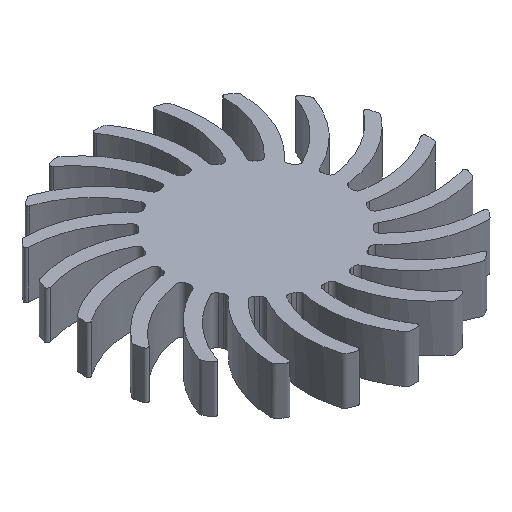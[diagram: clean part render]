
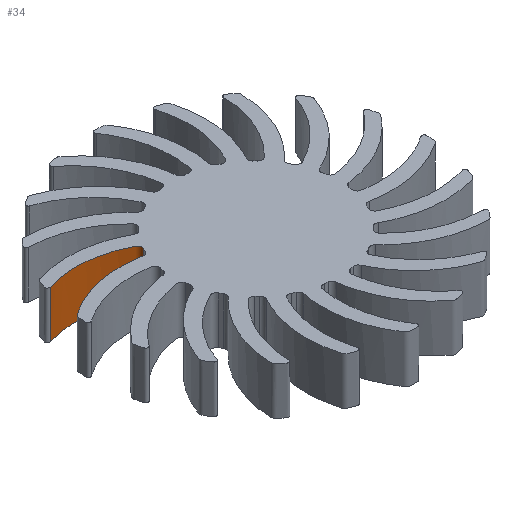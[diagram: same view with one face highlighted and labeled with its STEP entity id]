
A CAD part, isometric view. The second image highlights one B-rep face of the part: STEP entity #34.
In plain terms, the highlighted free-form (B-spline) face has degree [2, 1] with [5, 2] control points.
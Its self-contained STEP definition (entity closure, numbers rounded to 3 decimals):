
#34=ADVANCED_FACE('',(#116),#3082,.T.);
#116=FACE_OUTER_BOUND('',#198,.T.);
#198=EDGE_LOOP('',(#310,#311,#312,#313));
#310=ORIENTED_EDGE('',*,*,#2301,.T.);
#311=ORIENTED_EDGE('',*,*,#2302,.T.);
#312=ORIENTED_EDGE('',*,*,#2303,.T.);
#313=ORIENTED_EDGE('',*,*,#2299,.F.);
#787=PCURVE('',#3081,#1267);
#790=PCURVE('',#3082,#1270);
#791=PCURVE('',#3082,#1271);
#792=PCURVE('',#3082,#1272);
#793=PCURVE('',#3082,#1273);
#797=PCURVE('',#3083,#1277);
#1139=PCURVE('',#3070,#1619);
#1160=PCURVE('',#3071,#1640);
#1267=DEFINITIONAL_REPRESENTATION('',(#1747),#6785);
#1270=DEFINITIONAL_REPRESENTATION('',(#1750),#6785);
#1271=DEFINITIONAL_REPRESENTATION('',(#1751),#6785);
#1272=DEFINITIONAL_REPRESENTATION('',(#1752),#6785);
#1273=DEFINITIONAL_REPRESENTATION('',(#1753),#6785);
#1277=DEFINITIONAL_REPRESENTATION('',(#1757),#6785);
#1619=DEFINITIONAL_REPRESENTATION('',(#2819),#6785);
#1640=DEFINITIONAL_REPRESENTATION('',(#2840),#6785);
#1747=B_SPLINE_CURVE_WITH_KNOTS('',1,(#4425,#4426),.UNSPECIFIED.,.F.,.F.,
(2,2),(0.,10.),.UNSPECIFIED.);
#1750=B_SPLINE_CURVE_WITH_KNOTS('',1,(#4447,#4448),.UNSPECIFIED.,.F.,.F.,
(2,2),(108.589,127.128),.UNSPECIFIED.);
#1751=B_SPLINE_CURVE_WITH_KNOTS('',1,(#4451,#4452),.UNSPECIFIED.,.F.,.F.,
(2,2),(0.,10.),.UNSPECIFIED.);
#1752=B_SPLINE_CURVE_WITH_KNOTS('',1,(#4458,#4459),.UNSPECIFIED.,.F.,.F.,
(2,2),(-127.128,-108.589),.UNSPECIFIED.);
#1753=B_SPLINE_CURVE_WITH_KNOTS('',1,(#4460,#4461),.UNSPECIFIED.,.F.,.F.,
(2,2),(0.,10.),.UNSPECIFIED.);
#1757=B_SPLINE_CURVE_WITH_KNOTS('',1,(#4476,#4477),.UNSPECIFIED.,.F.,.F.,
(2,2),(0.,10.),.UNSPECIFIED.);
#2059=SURFACE_CURVE('',#2539,(#787,#793),.PCURVE_S1.);
#2061=SURFACE_CURVE('',#2541,(#790,#1139),.PCURVE_S1.);
#2062=SURFACE_CURVE('',#2542,(#791,#797),.PCURVE_S1.);
#2063=SURFACE_CURVE('',#2543,(#792,#1160),.PCURVE_S1.);
#2299=EDGE_CURVE('',#2930,#2931,#2059,.T.);
#2301=EDGE_CURVE('',#2930,#2932,#2061,.T.);
#2302=EDGE_CURVE('',#2932,#2933,#2062,.T.);
#2303=EDGE_CURVE('',#2933,#2931,#2063,.T.);
#2539=(
BOUNDED_CURVE()
B_SPLINE_CURVE(1,(#4423,#4424),.UNSPECIFIED.,.F.,.F.)
B_SPLINE_CURVE_WITH_KNOTS((2,2),(0.,10.),.UNSPECIFIED.)
CURVE()
GEOMETRIC_REPRESENTATION_ITEM()
RATIONAL_B_SPLINE_CURVE((1.,1.))
REPRESENTATION_ITEM('')
);
#2541=(
BOUNDED_CURVE()
B_SPLINE_CURVE(2,(#4442,#4443,#4444,#4445,#4446),.UNSPECIFIED.,.F.,.F.)
B_SPLINE_CURVE_WITH_KNOTS((3,2,3),(108.589,125.561,127.128),
 .UNSPECIFIED.)
CURVE()
GEOMETRIC_REPRESENTATION_ITEM()
RATIONAL_B_SPLINE_CURVE((1.,0.924,1.,0.708,1.))
REPRESENTATION_ITEM('')
);
#2542=(
BOUNDED_CURVE()
B_SPLINE_CURVE(1,(#4449,#4450),.UNSPECIFIED.,.F.,.F.)
B_SPLINE_CURVE_WITH_KNOTS((2,2),(0.,10.),.UNSPECIFIED.)
CURVE()
GEOMETRIC_REPRESENTATION_ITEM()
RATIONAL_B_SPLINE_CURVE((1.,1.))
REPRESENTATION_ITEM('')
);
#2543=(
BOUNDED_CURVE()
B_SPLINE_CURVE(2,(#4453,#4454,#4455,#4456,#4457),.UNSPECIFIED.,.F.,.F.)
B_SPLINE_CURVE_WITH_KNOTS((3,2,3),(-127.128,-125.561,-108.589),
 .UNSPECIFIED.)
CURVE()
GEOMETRIC_REPRESENTATION_ITEM()
RATIONAL_B_SPLINE_CURVE((1.,0.708,1.,0.924,1.))
REPRESENTATION_ITEM('')
);
#2819=(
BOUNDED_CURVE()
B_SPLINE_CURVE(2,(#6281,#6282,#6283,#6284,#6285),.UNSPECIFIED.,.F.,.F.)
B_SPLINE_CURVE_WITH_KNOTS((3,2,3),(108.589,125.561,127.128),
 .UNSPECIFIED.)
CURVE()
GEOMETRIC_REPRESENTATION_ITEM()
RATIONAL_B_SPLINE_CURVE((1.,0.924,1.,0.708,1.))
REPRESENTATION_ITEM('')
);
#2840=(
BOUNDED_CURVE()
B_SPLINE_CURVE(2,(#6402,#6403,#6404,#6405,#6406),.UNSPECIFIED.,.F.,.F.)
B_SPLINE_CURVE_WITH_KNOTS((3,2,3),(-127.128,-125.561,-108.589),
 .UNSPECIFIED.)
CURVE()
GEOMETRIC_REPRESENTATION_ITEM()
RATIONAL_B_SPLINE_CURVE((1.,0.708,1.,0.924,1.))
REPRESENTATION_ITEM('')
);
#2930=VERTEX_POINT('',#4084);
#2931=VERTEX_POINT('',#4085);
#2932=VERTEX_POINT('',#4086);
#2933=VERTEX_POINT('',#4087);
#3070=PLANE('',#3172);
#3071=PLANE('',#3173);
#3081=(
BOUNDED_SURFACE()
B_SPLINE_SURFACE(2,1,((#3276,#3277),(#3278,#3279),(#3280,#3281),(#3282,#3283),
(#3284,#3285),(#3286,#3287),(#3288,#3289),(#3290,#3291),(#3292,#3293),(#3294,
#3295),(#3296,#3297)),.UNSPECIFIED.,.F.,.F.,.F.)
B_SPLINE_SURFACE_WITH_KNOTS((3,2,2,2,2,3),(2,2),(86.571,105.008,
105.902,107.483,108.036,108.589),(0.,
10.),.UNSPECIFIED.)
GEOMETRIC_REPRESENTATION_ITEM()
RATIONAL_B_SPLINE_SURFACE(((1.,1.),(0.921,0.921),
(1.,1.),(0.902,0.902),(1.,1.),(1.,
1.),(1.,1.),(0.851,0.851),(1.,1.),
(0.851,0.851),(1.,1.)))
REPRESENTATION_ITEM('')
SURFACE()
);
#3082=(
BOUNDED_SURFACE()
B_SPLINE_SURFACE(2,1,((#3298,#3299),(#3300,#3301),(#3302,#3303),(#3304,#3305),
(#3306,#3307)),.UNSPECIFIED.,.F.,.F.,.F.)
B_SPLINE_SURFACE_WITH_KNOTS((3,2,3),(2,2),(108.589,125.561,
127.128),(0.,10.),.UNSPECIFIED.)
GEOMETRIC_REPRESENTATION_ITEM()
RATIONAL_B_SPLINE_SURFACE(((1.,1.),(0.924,0.924),
(1.,1.),(0.708,0.708),(1.,1.)))
REPRESENTATION_ITEM('')
SURFACE()
);
#3083=(
BOUNDED_SURFACE()
B_SPLINE_SURFACE(2,1,((#3308,#3309),(#3310,#3311),(#3312,#3313)),
 .UNSPECIFIED.,.F.,.F.,.F.)
B_SPLINE_SURFACE_WITH_KNOTS((3,3),(2,2),(127.128,127.873),
(0.,10.),.UNSPECIFIED.)
GEOMETRIC_REPRESENTATION_ITEM()
RATIONAL_B_SPLINE_SURFACE(((1.,1.),(1.,1.),
(1.,1.)))
REPRESENTATION_ITEM('')
SURFACE()
);
#3172=AXIS2_PLACEMENT_3D('',#4062,#3177,$);
#3173=AXIS2_PLACEMENT_3D('',#4063,#3178,$);
#3177=DIRECTION('',(0.,0.,-1.));
#3178=DIRECTION('',(0.,0.,1.));
#3276=CARTESIAN_POINT('',(-13.997,11.833,0.));
#3277=CARTESIAN_POINT('',(-13.997,11.833,10.));
#3278=CARTESIAN_POINT('',(-22.517,16.557,0.));
#3279=CARTESIAN_POINT('',(-22.517,16.557,10.));
#3280=CARTESIAN_POINT('',(-31.846,13.752,0.));
#3281=CARTESIAN_POINT('',(-31.846,13.752,10.));
#3282=CARTESIAN_POINT('',(-32.305,13.615,0.));
#3283=CARTESIAN_POINT('',(-32.305,13.615,10.));
#3284=CARTESIAN_POINT('',(-32.485,13.171,0.));
#3285=CARTESIAN_POINT('',(-32.485,13.171,10.));
#3286=CARTESIAN_POINT('',(-32.782,12.438,0.));
#3287=CARTESIAN_POINT('',(-32.782,12.438,10.));
#3288=CARTESIAN_POINT('',(-33.046,11.692,0.));
#3289=CARTESIAN_POINT('',(-33.046,11.692,10.));
#3290=CARTESIAN_POINT('',(-33.148,11.402,0.));
#3291=CARTESIAN_POINT('',(-33.148,11.402,10.));
#3292=CARTESIAN_POINT('',(-32.935,11.179,0.));
#3293=CARTESIAN_POINT('',(-32.935,11.179,10.));
#3294=CARTESIAN_POINT('',(-32.721,10.957,0.));
#3295=CARTESIAN_POINT('',(-32.721,10.957,10.));
#3296=CARTESIAN_POINT('',(-32.426,11.048,0.));
#3297=CARTESIAN_POINT('',(-32.426,11.048,10.));
#3298=CARTESIAN_POINT('',(-32.426,11.048,0.));
#3299=CARTESIAN_POINT('',(-32.426,11.048,10.));
#3300=CARTESIAN_POINT('',(-23.873,13.693,0.));
#3301=CARTESIAN_POINT('',(-23.873,13.693,10.));
#3302=CARTESIAN_POINT('',(-15.962,9.501,0.));
#3303=CARTESIAN_POINT('',(-15.962,9.501,10.));
#3304=CARTESIAN_POINT('',(-15.082,9.035,0.));
#3305=CARTESIAN_POINT('',(-15.082,9.035,10.));
#3306=CARTESIAN_POINT('',(-15.545,8.153,0.));
#3307=CARTESIAN_POINT('',(-15.545,8.153,10.));
#3308=CARTESIAN_POINT('',(-15.545,8.153,0.));
#3309=CARTESIAN_POINT('',(-15.545,8.153,10.));
#3310=CARTESIAN_POINT('',(-15.718,7.823,0.));
#3311=CARTESIAN_POINT('',(-15.718,7.823,10.));
#3312=CARTESIAN_POINT('',(-15.877,7.485,0.));
#3313=CARTESIAN_POINT('',(-15.877,7.485,10.));
#4062=CARTESIAN_POINT('',(-43.785,-43.717,0.));
#4063=CARTESIAN_POINT('',(-43.785,-43.717,10.));
#4084=CARTESIAN_POINT('',(-32.426,11.048,0.));
#4085=CARTESIAN_POINT('',(-32.426,11.048,10.));
#4086=CARTESIAN_POINT('',(-15.545,8.153,0.));
#4087=CARTESIAN_POINT('',(-15.545,8.153,10.));
#4423=CARTESIAN_POINT('',(-32.426,11.048,0.));
#4424=CARTESIAN_POINT('',(-32.426,11.048,10.));
#4425=CARTESIAN_POINT('',(108.589,0.));
#4426=CARTESIAN_POINT('',(108.589,10.));
#4442=CARTESIAN_POINT('',(-32.426,11.048,0.));
#4443=CARTESIAN_POINT('',(-23.873,13.693,0.));
#4444=CARTESIAN_POINT('',(-15.962,9.501,0.));
#4445=CARTESIAN_POINT('',(-15.082,9.035,0.));
#4446=CARTESIAN_POINT('',(-15.545,8.153,0.));
#4447=CARTESIAN_POINT('',(108.589,0.));
#4448=CARTESIAN_POINT('',(127.128,0.));
#4449=CARTESIAN_POINT('',(-15.545,8.153,0.));
#4450=CARTESIAN_POINT('',(-15.545,8.153,10.));
#4451=CARTESIAN_POINT('',(127.128,0.));
#4452=CARTESIAN_POINT('',(127.128,10.));
#4453=CARTESIAN_POINT('',(-15.545,8.153,10.));
#4454=CARTESIAN_POINT('',(-15.082,9.035,10.));
#4455=CARTESIAN_POINT('',(-15.962,9.501,10.));
#4456=CARTESIAN_POINT('',(-23.873,13.693,10.));
#4457=CARTESIAN_POINT('',(-32.426,11.048,10.));
#4458=CARTESIAN_POINT('',(127.128,10.));
#4459=CARTESIAN_POINT('',(108.589,10.));
#4460=CARTESIAN_POINT('',(108.589,0.));
#4461=CARTESIAN_POINT('',(108.589,10.));
#4476=CARTESIAN_POINT('',(127.128,0.));
#4477=CARTESIAN_POINT('',(127.128,10.));
#6281=CARTESIAN_POINT('',(-6.172,-29.153));
#6282=CARTESIAN_POINT('',(-3.526,-20.6));
#6283=CARTESIAN_POINT('',(-7.719,-12.688));
#6284=CARTESIAN_POINT('',(-8.185,-11.808));
#6285=CARTESIAN_POINT('',(-9.067,-12.271));
#6402=CARTESIAN_POINT('',(-12.271,-9.067));
#6403=CARTESIAN_POINT('',(-11.808,-8.185));
#6404=CARTESIAN_POINT('',(-12.688,-7.719));
#6405=CARTESIAN_POINT('',(-20.6,-3.526));
#6406=CARTESIAN_POINT('',(-29.153,-6.172));
#6785=(
GEOMETRIC_REPRESENTATION_CONTEXT(2)
PARAMETRIC_REPRESENTATION_CONTEXT()
REPRESENTATION_CONTEXT('pspace','')
);
